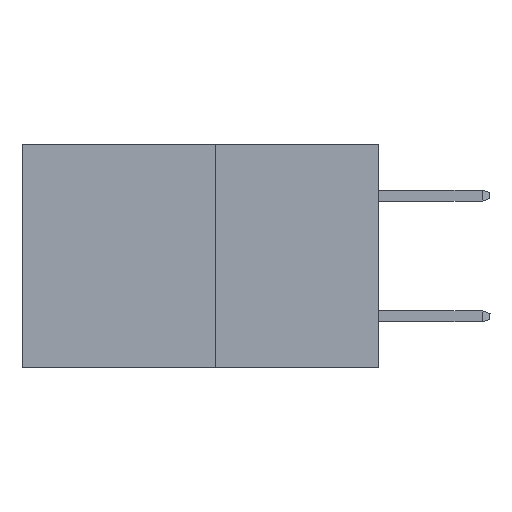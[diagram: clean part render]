
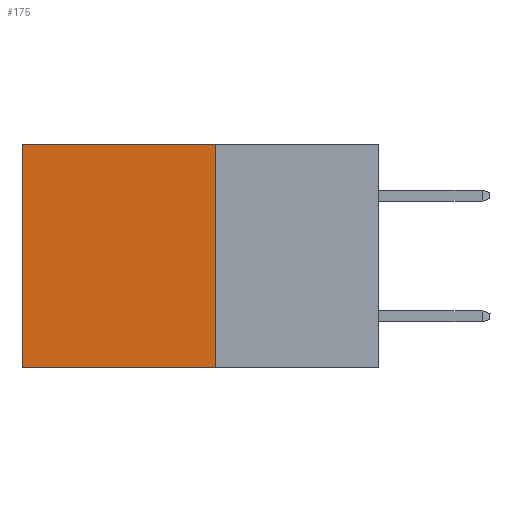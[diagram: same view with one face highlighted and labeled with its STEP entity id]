
A CAD part, left-side view. The second image highlights one B-rep face of the part: STEP entity #175.
In plain terms, the highlighted planar face has unit normal (-1, 0, 0).
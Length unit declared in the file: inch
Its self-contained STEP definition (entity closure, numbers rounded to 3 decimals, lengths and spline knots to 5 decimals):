
#175 = ADVANCED_FACE ( 'NONE', ( #11322 ), #34602, .F. ) ;
#719 = DIRECTION ( 'NONE',  ( 0., 1., 0. ) ) ;
#807 = ORIENTED_EDGE ( 'NONE', *, *, #14985, .F. ) ;
#1033 = CARTESIAN_POINT ( 'NONE',  ( 0.277, 0.27, 0. ) ) ;
#1165 = EDGE_LOOP ( 'NONE', ( #26912, #807, #25000, #35366 ) ) ;
#2908 = DIRECTION ( 'NONE',  ( 0., 0., -1. ) ) ;
#2924 = VERTEX_POINT ( 'NONE', #1033 ) ;
#3292 = VECTOR ( 'NONE', #24684, 39.37008 ) ;
#5664 = DIRECTION ( 'NONE',  ( 0., 0., -1. ) ) ;
#6162 = CARTESIAN_POINT ( 'NONE',  ( 0.277, 0.59, -0.37 ) ) ;
#6814 = EDGE_CURVE ( 'NONE', #20679, #34985, #23307, .T. ) ;
#11322 = FACE_OUTER_BOUND ( 'NONE', #1165, .T. ) ;
#14755 = LINE ( 'NONE', #34398, #22180 ) ;
#14985 = EDGE_CURVE ( 'NONE', #21801, #34985, #14755, .T. ) ;
#15244 = LINE ( 'NONE', #22661, #30093 ) ;
#16899 = CARTESIAN_POINT ( 'NONE',  ( 0.277, 0.59, -0.37 ) ) ;
#17552 = CARTESIAN_POINT ( 'NONE',  ( 0.277, 0.27, -0.37 ) ) ;
#20679 = VERTEX_POINT ( 'NONE', #30997 ) ;
#21801 = VERTEX_POINT ( 'NONE', #35803 ) ;
#22180 = VECTOR ( 'NONE', #719, 39.37008 ) ;
#22425 = VECTOR ( 'NONE', #5664, 39.37008 ) ;
#22661 = CARTESIAN_POINT ( 'NONE',  ( 0.277, 0.27, -0.37 ) ) ;
#23307 = LINE ( 'NONE', #16899, #22425 ) ;
#24684 = DIRECTION ( 'NONE',  ( 0., 1., 0. ) ) ;
#25000 = ORIENTED_EDGE ( 'NONE', *, *, #34365, .F. ) ;
#26778 = EDGE_CURVE ( 'NONE', #2924, #20679, #33180, .T. ) ;
#26912 = ORIENTED_EDGE ( 'NONE', *, *, #6814, .T. ) ;
#30093 = VECTOR ( 'NONE', #2908, 39.37008 ) ;
#30997 = CARTESIAN_POINT ( 'NONE',  ( 0.277, 0.59, 0. ) ) ;
#33180 = LINE ( 'NONE', #35881, #3292 ) ;
#34154 = AXIS2_PLACEMENT_3D ( 'NONE', #17552, #35574, #36164 ) ;
#34365 = EDGE_CURVE ( 'NONE', #2924, #21801, #15244, .T. ) ;
#34398 = CARTESIAN_POINT ( 'NONE',  ( 0.277, 0.27, -0.37 ) ) ;
#34602 = PLANE ( 'NONE',  #34154 ) ;
#34985 = VERTEX_POINT ( 'NONE', #6162 ) ;
#35366 = ORIENTED_EDGE ( 'NONE', *, *, #26778, .T. ) ;
#35574 = DIRECTION ( 'NONE',  ( 1., 0., 0. ) ) ;
#35803 = CARTESIAN_POINT ( 'NONE',  ( 0.277, 0.27, -0.37 ) ) ;
#35881 = CARTESIAN_POINT ( 'NONE',  ( 0.277, 0.27, 0. ) ) ;
#36164 = DIRECTION ( 'NONE',  ( 0., 0., -1. ) ) ;
